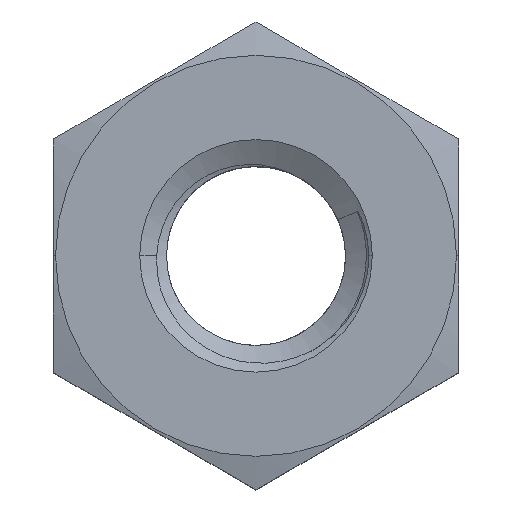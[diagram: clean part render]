
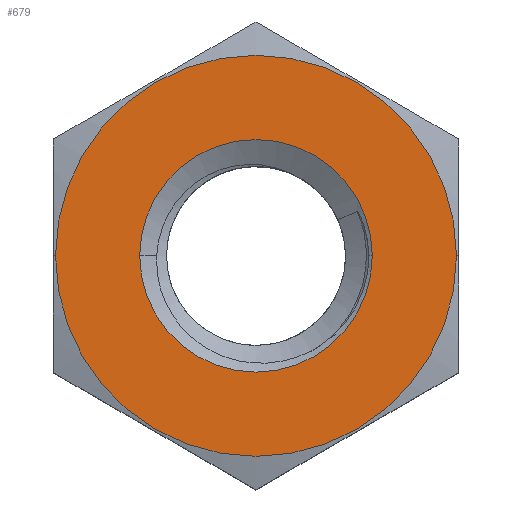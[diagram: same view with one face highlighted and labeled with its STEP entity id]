
A CAD part, top view. The second image highlights one B-rep face of the part: STEP entity #679.
In plain terms, the highlighted planar face has unit normal (0, 0, 1).
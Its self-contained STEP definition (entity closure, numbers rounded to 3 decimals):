
#435 = EDGE_LOOP ( 'NONE', ( #750, #681 ) ) ;
#529 = EDGE_CURVE ( 'NONE', #554, #555, #2815, .T. ) ;
#554 = VERTEX_POINT ( 'NONE', #2234 ) ;
#555 = VERTEX_POINT ( 'NONE', #2233 ) ;
#598 = VERTEX_POINT ( 'NONE', #2405 ) ;
#599 = VERTEX_POINT ( 'NONE', #2404 ) ;
#600 = EDGE_CURVE ( 'NONE', #599, #598, #2359, .T. ) ;
#676 = EDGE_CURVE ( 'NONE', #598, #599, #2412, .T. ) ;
#678 = EDGE_LOOP ( 'NONE', ( #751, #683 ) ) ;
#679 = ADVANCED_FACE ( 'NONE', ( #2371, #2338 ), #2490, .T. ) ;
#681 = ORIENTED_EDGE ( 'NONE', *, *, #529, .T. ) ;
#683 = ORIENTED_EDGE ( 'NONE', *, *, #676, .T. ) ;
#750 = ORIENTED_EDGE ( 'NONE', *, *, #760, .T. ) ;
#751 = ORIENTED_EDGE ( 'NONE', *, *, #600, .T. ) ;
#760 = EDGE_CURVE ( 'NONE', #555, #554, #1707, .T. ) ;
#1698 = DIRECTION ( 'NONE',  ( 1., 0., 0. ) ) ;
#1707 = CIRCLE ( 'NONE', #1813, 2.723 ) ;
#1755 = DIRECTION ( 'NONE',  ( 0., 0., 1. ) ) ;
#1811 = CARTESIAN_POINT ( 'NONE',  ( 0., 0., 2.9 ) ) ;
#1813 = AXIS2_PLACEMENT_3D ( 'NONE', #1811, #1755, #1698 ) ;
#2233 = CARTESIAN_POINT ( 'NONE',  ( -2.723, 0., 2.9 ) ) ;
#2234 = CARTESIAN_POINT ( 'NONE',  ( 2.722, 0., 2.9 ) ) ;
#2295 = DIRECTION ( 'NONE',  ( 1., 0., 0. ) ) ;
#2338 = FACE_BOUND ( 'NONE', #678, .T. ) ;
#2359 = CIRCLE ( 'NONE', #2375, 1.579 ) ;
#2371 = FACE_OUTER_BOUND ( 'NONE', #435, .T. ) ;
#2372 = DIRECTION ( 'NONE',  ( 1., 0., 0. ) ) ;
#2373 = DIRECTION ( 'NONE',  ( 0., 0., -1. ) ) ;
#2374 = CARTESIAN_POINT ( 'NONE',  ( 0., 0., 2.9 ) ) ;
#2375 = AXIS2_PLACEMENT_3D ( 'NONE', #2374, #2373, #2372 ) ;
#2404 = CARTESIAN_POINT ( 'NONE',  ( 1.579, 0., 2.9 ) ) ;
#2405 = CARTESIAN_POINT ( 'NONE',  ( -1.579, 0., 2.9 ) ) ;
#2412 = CIRCLE ( 'NONE', #2477, 1.579 ) ;
#2433 = DIRECTION ( 'NONE',  ( 0., 0., -1. ) ) ;
#2434 = CARTESIAN_POINT ( 'NONE',  ( 0., 0., 2.9 ) ) ;
#2477 = AXIS2_PLACEMENT_3D ( 'NONE', #2434, #2433, #2295 ) ;
#2490 = PLANE ( 'NONE',  #2492 ) ;
#2491 = DIRECTION ( 'NONE',  ( 1., 0., 0. ) ) ;
#2492 = AXIS2_PLACEMENT_3D ( 'NONE', #2494, #2495, #2491 ) ;
#2494 = CARTESIAN_POINT ( 'NONE',  ( 0., 0., 2.9 ) ) ;
#2495 = DIRECTION ( 'NONE',  ( 0., 0., 1. ) ) ;
#2789 = DIRECTION ( 'NONE',  ( 1., 0., 0. ) ) ;
#2790 = DIRECTION ( 'NONE',  ( 0., 0., 1. ) ) ;
#2791 = AXIS2_PLACEMENT_3D ( 'NONE', #2829, #2790, #2789 ) ;
#2815 = CIRCLE ( 'NONE', #2791, 2.723 ) ;
#2829 = CARTESIAN_POINT ( 'NONE',  ( 0., 0., 2.9 ) ) ;
